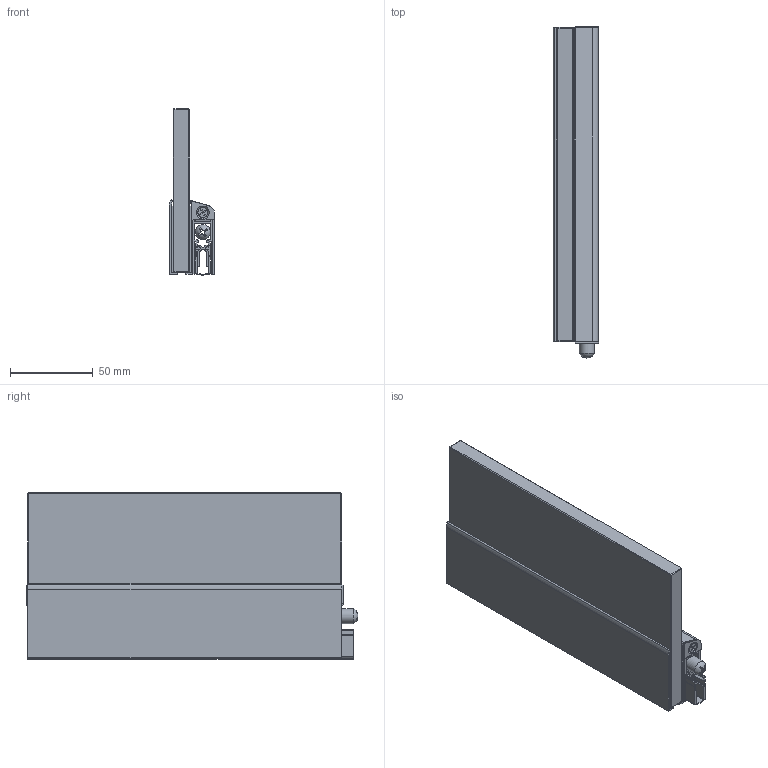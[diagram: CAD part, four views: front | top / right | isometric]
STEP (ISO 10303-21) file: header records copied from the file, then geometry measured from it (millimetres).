
FILE_DESCRIPTION(/* description */ ('Unknown'),/* implementation_level */ '2;1');
FILE_NAME(/* name */ '1-814_SchallEx-GSA_3D',/* time_stamp */ '2021-06-07T16:40:02+02:00',/* author */ ('Unknown'),/* organization */ ('Unknown'),/* preprocessor_version */ 'ST-DEVELOPER v16.7',/* originating_system */ 'Solid Edge',/* authorisation */ 'Unknown');
FILE_SCHEMA (('AUTOMOTIVE_DESIGN {1 0 10303 214 3 1 1}'));
Length unit declared in the file: millimetre
Products named in the file (18): 29581_Bodendichtung___10mm_Glas; Klebestreifen 200  lang_oa_0; Klebestreifen 200  lang_oa_1; 16174_Glastürdichtung_Wind-Ex_A_oa_2; AP_541_oa_3; AP_390_oa_4; AW_064_02; AP_391_oa_5; 3mm Schraube x 16; 27508_Dichtprofil_oa_6; 28203_10er_Glas-Türblatt_oa_7; AN_102_oa_8; AJ_149; 29578_Etikett_3D__Schall-Ex_GS-A; 26541_Etikett_Athmer_klein_kurz; 31110_Athmer_Logo__ab_2021_; 29579_Text__Schall-Ex_GS-A; AW_064
Assembly tree (18 placements, depth 3):
  29581_Bodendichtung___10mm_Glas
    Klebestreifen 200  lang_oa_0
    Klebestreifen 200  lang_oa_1
    16174_Glastürdichtung_Wind-Ex_A_oa_2
    AP_541_oa_3
    AP_390_oa_4
    AW_064_02
    AP_391_oa_5
    3mm Schraube x 16  x2
    27508_Dichtprofil_oa_6
    28203_10er_Glas-Türblatt_oa_7
    AN_102_oa_8
      AJ_149
    29578_Etikett_3D__Schall-Ex_GS-A
      26541_Etikett_Athmer_klein_kurz
      31110_Athmer_Logo__ab_2021_
      29579_Text__Schall-Ex_GS-A
    AW_064
Bounding box: 27.5 x 200.87 x 100.58 mm (x, y, z)
Volume: 273546.1 mm3; surface area: 209394.7 mm2
Topology: 32 solids, 32 shells, 716 faces, 1896 edges, 1254 vertices
Faces by surface type: plane 477, cylinder 152, bspline 69, cone 13, torus 4, sphere 1
Full cylindrical faces by diameter (mm): 4.134 x1, 5.9 x2, 6.132 x2, 9.2 x1
Entity records: 24690 total; most frequent: CARTESIAN_POINT 7708, ORIENTED_EDGE 3570, DIRECTION 3092, EDGE_CURVE 1785, VERTEX_POINT 1189, LINE 1178, VECTOR 1178, AXIS2_PLACEMENT_3D 957
